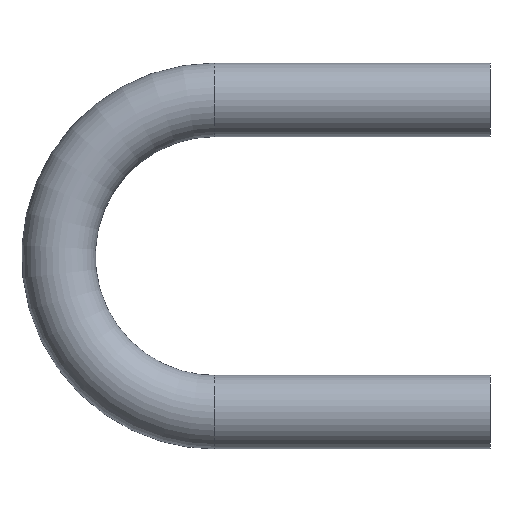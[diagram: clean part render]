
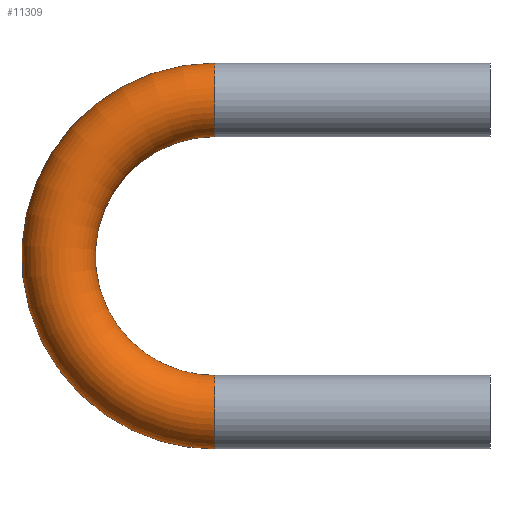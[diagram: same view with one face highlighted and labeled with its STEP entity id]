
A CAD part, left-side view. The second image highlights one B-rep face of the part: STEP entity #11309.
In plain terms, the highlighted toroidal (fillet/blend) face has major radius 90 mm and minor radius 21.2 mm.
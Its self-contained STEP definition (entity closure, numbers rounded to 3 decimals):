
#667 = FACE_OUTER_BOUND ( 'NONE', #2331, .T. ) ;
#1228 = EDGE_LOOP ( 'NONE', ( #10431 ) ) ;
#1232 = CARTESIAN_POINT ( 'NONE',  ( 0., 158.628, 21.2 ) ) ;
#1903 = CIRCLE ( 'NONE', #8063, 21.2 ) ;
#2331 = EDGE_LOOP ( 'NONE', ( #9151 ) ) ;
#3800 = CIRCLE ( 'NONE', #10310, 21.2 ) ;
#4227 = DIRECTION ( 'NONE',  ( 0., 0., 1. ) ) ;
#4995 = DIRECTION ( 'NONE',  ( 0., 0., 1. ) ) ;
#5621 = CARTESIAN_POINT ( 'NONE',  ( 0., 158.628, -180. ) ) ;
#6292 = DIRECTION ( 'NONE',  ( -1., 0., 0. ) ) ;
#6473 = FACE_OUTER_BOUND ( 'NONE', #1228, .T. ) ;
#6600 = VERTEX_POINT ( 'NONE', #12145 ) ;
#7711 = DIRECTION ( 'NONE',  ( 0., 0., -1. ) ) ;
#7849 = DIRECTION ( 'NONE',  ( 0., 1., 0. ) ) ;
#8063 = AXIS2_PLACEMENT_3D ( 'NONE', #5621, #11670, #7711 ) ;
#9075 = EDGE_CURVE ( 'NONE', #6600, #6600, #1903, .T. ) ;
#9103 = CARTESIAN_POINT ( 'NONE',  ( 0., 158.628, -90. ) ) ;
#9125 = AXIS2_PLACEMENT_3D ( 'NONE', #9103, #6292, #4227 ) ;
#9151 = ORIENTED_EDGE ( 'NONE', *, *, #10641, .T. ) ;
#10173 = VERTEX_POINT ( 'NONE', #1232 ) ;
#10310 = AXIS2_PLACEMENT_3D ( 'NONE', #12630, #7849, #4995 ) ;
#10431 = ORIENTED_EDGE ( 'NONE', *, *, #9075, .F. ) ;
#10641 = EDGE_CURVE ( 'NONE', #10173, #10173, #3800, .T. ) ;
#11309 = ADVANCED_FACE ( 'NONE', ( #667, #6473 ), #11450, .T. ) ;
#11450 = TOROIDAL_SURFACE ( 'NONE', #9125, 90., 21.2 ) ;
#11670 = DIRECTION ( 'NONE',  ( 0., -1., 0. ) ) ;
#12145 = CARTESIAN_POINT ( 'NONE',  ( 0., 158.628, -201.2 ) ) ;
#12630 = CARTESIAN_POINT ( 'NONE',  ( 0., 158.628, 0. ) ) ;
